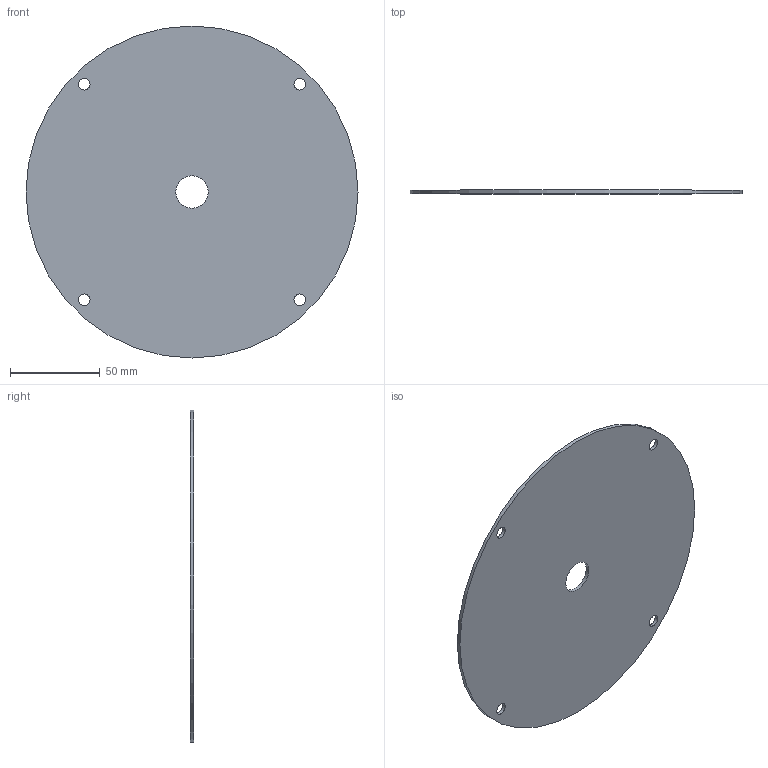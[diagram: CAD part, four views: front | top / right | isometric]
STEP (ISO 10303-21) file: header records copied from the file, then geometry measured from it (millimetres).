
FILE_DESCRIPTION (( 'STEP AP203' ), '1' );
FILE_NAME ('37H8302-刻度面板.STEP', '2023-09-27T08:35:17', ( '' ), ( '' ), 'SwSTEP 2.0', 'SolidWorks 2018', '' );
FILE_SCHEMA (( 'CONFIG_CONTROL_DESIGN' ));
Length unit declared in the file: millimetre
Products named in the file (1): 37H8302-刻度面板
Bounding box: 185 x 2 x 185 mm (x, y, z)
Volume: 52891.1 mm3; surface area: 54498.1 mm2
Topology: 1 solids, 1 shells, 68 faces, 162 edges, 108 vertices
Faces by surface type: plane 38, cylinder 30
Full cylindrical faces by diameter (mm): 6.6 x4, 18 x1, 185 x1
Entity records: 2053 total; most frequent: DIRECTION 354, CARTESIAN_POINT 333, ORIENTED_EDGE 312, EDGE_CURVE 156, AXIS2_PLACEMENT_3D 129, VERTEX_POINT 108, LINE 96, VECTOR 96
